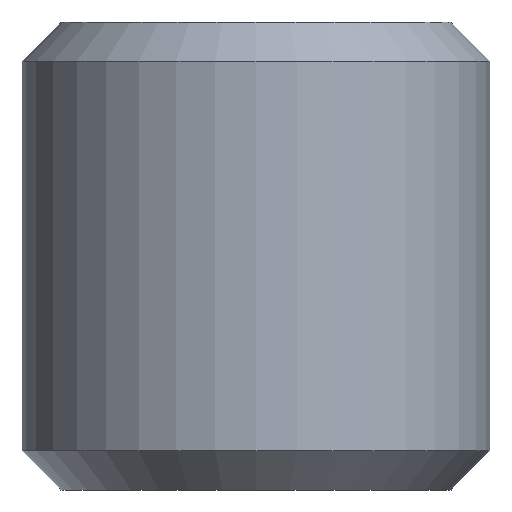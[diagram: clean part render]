
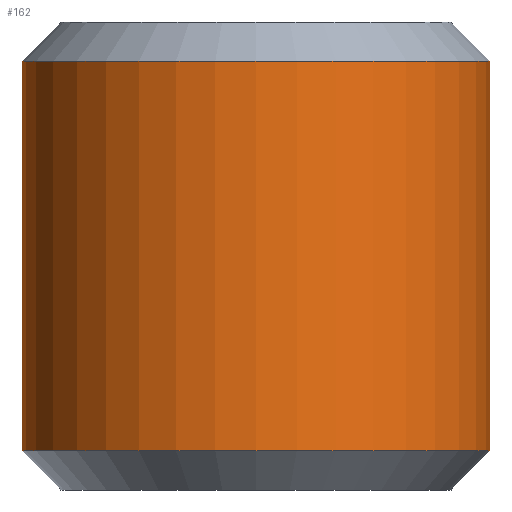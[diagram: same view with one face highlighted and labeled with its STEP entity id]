
A CAD part, front view. The second image highlights one B-rep face of the part: STEP entity #162.
In plain terms, the highlighted cylindrical face has radius 6 mm (diameter 12 mm), a partial arc.
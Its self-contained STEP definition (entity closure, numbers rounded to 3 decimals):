
#14 = CARTESIAN_POINT ( 'NONE',  ( 0., 0., -5. ) ) ;
#22 = EDGE_CURVE ( 'NONE', #221, #35, #146, .T. ) ;
#26 = EDGE_CURVE ( 'NONE', #284, #221, #81, .T. ) ;
#35 = VERTEX_POINT ( 'NONE', #224 ) ;
#51 = ORIENTED_EDGE ( 'NONE', *, *, #22, .T. ) ;
#56 = VECTOR ( 'NONE', #279, 1000. ) ;
#57 = DIRECTION ( 'NONE',  ( 0., 0., 1. ) ) ;
#81 = LINE ( 'NONE', #200, #184 ) ;
#96 = DIRECTION ( 'NONE',  ( 0., 0., -1. ) ) ;
#103 = ORIENTED_EDGE ( 'NONE', *, *, #26, .T. ) ;
#109 = ORIENTED_EDGE ( 'NONE', *, *, #239, .T. ) ;
#121 = CARTESIAN_POINT ( 'NONE',  ( 0., 0., 5. ) ) ;
#128 = AXIS2_PLACEMENT_3D ( 'NONE', #150, #282, #227 ) ;
#133 = CARTESIAN_POINT ( 'NONE',  ( 6., 0., 5. ) ) ;
#146 = CIRCLE ( 'NONE', #252, 6. ) ;
#147 = EDGE_CURVE ( 'NONE', #163, #35, #246, .T. ) ;
#150 = CARTESIAN_POINT ( 'NONE',  ( 0., 0., 0. ) ) ;
#157 = CARTESIAN_POINT ( 'NONE',  ( -6., 0., -5. ) ) ;
#162 = ADVANCED_FACE ( 'NONE', ( #183 ), #220, .T. ) ;
#163 = VERTEX_POINT ( 'NONE', #133 ) ;
#169 = AXIS2_PLACEMENT_3D ( 'NONE', #121, #96, #263 ) ;
#183 = FACE_OUTER_BOUND ( 'NONE', #236, .T. ) ;
#184 = VECTOR ( 'NONE', #297, 1000. ) ;
#200 = CARTESIAN_POINT ( 'NONE',  ( -6., 0., 0. ) ) ;
#204 = DIRECTION ( 'NONE',  ( -1., 0., 0. ) ) ;
#220 = CYLINDRICAL_SURFACE ( 'NONE', #128, 6. ) ;
#221 = VERTEX_POINT ( 'NONE', #157 ) ;
#224 = CARTESIAN_POINT ( 'NONE',  ( 6., 0., -5. ) ) ;
#227 = DIRECTION ( 'NONE',  ( -1., 0., 0. ) ) ;
#236 = EDGE_LOOP ( 'NONE', ( #280, #109, #103, #51 ) ) ;
#239 = EDGE_CURVE ( 'NONE', #163, #284, #244, .T. ) ;
#241 = CARTESIAN_POINT ( 'NONE',  ( -6., 0., 5. ) ) ;
#244 = CIRCLE ( 'NONE', #169, 6. ) ;
#246 = LINE ( 'NONE', #307, #56 ) ;
#252 = AXIS2_PLACEMENT_3D ( 'NONE', #14, #57, #204 ) ;
#263 = DIRECTION ( 'NONE',  ( -1., 0., 0. ) ) ;
#279 = DIRECTION ( 'NONE',  ( 0., 0., -1. ) ) ;
#280 = ORIENTED_EDGE ( 'NONE', *, *, #147, .F. ) ;
#282 = DIRECTION ( 'NONE',  ( 0., 0., -1. ) ) ;
#284 = VERTEX_POINT ( 'NONE', #241 ) ;
#297 = DIRECTION ( 'NONE',  ( 0., 0., -1. ) ) ;
#307 = CARTESIAN_POINT ( 'NONE',  ( 6., 0., 0. ) ) ;
